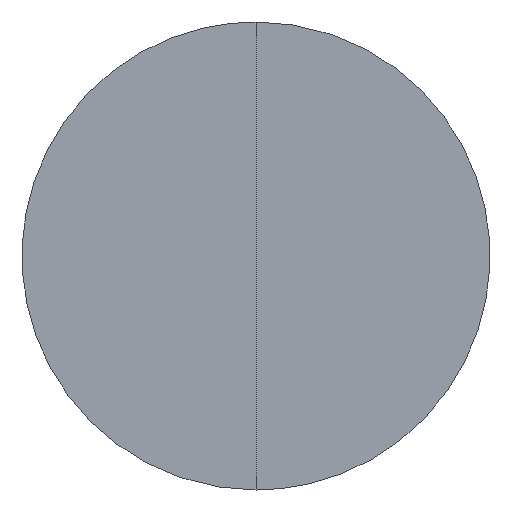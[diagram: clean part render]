
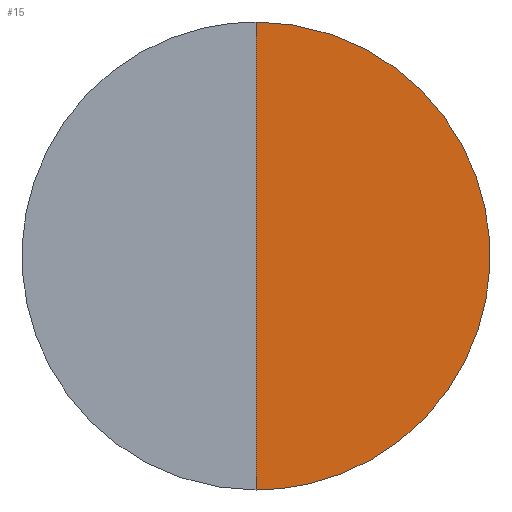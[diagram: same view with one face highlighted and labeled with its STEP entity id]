
A CAD part, front view. The second image highlights one B-rep face of the part: STEP entity #15.
In plain terms, the highlighted free-form (B-spline) face has degree [2, 1] with [5, 2] control points.
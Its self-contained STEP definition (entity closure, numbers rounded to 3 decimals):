
#15=ADVANCED_FACE('',(#47),#329,.T.);
#47=FACE_OUTER_BOUND('',#79,.T.);
#79=EDGE_LOOP('',(#113,#114,#115));
#113=ORIENTED_EDGE('',*,*,#267,.T.);
#114=ORIENTED_EDGE('',*,*,#250,.F.);
#115=ORIENTED_EDGE('',*,*,#234,.F.);
#234=EDGE_CURVE('',#296,#312,#404,.T.);
#250=EDGE_CURVE('',#312,#314,#367,.T.);
#267=EDGE_CURVE('',#296,#314,#414,.T.);
#296=VERTEX_POINT('',#1467);
#312=VERTEX_POINT('',#1483);
#314=VERTEX_POINT('',#1485);
#329=(
BOUNDED_SURFACE()
B_SPLINE_SURFACE(2,1,((#807,#808),(#809,#810),(#811,#812),(#813,#814),(#815,
#816)),.UNSPECIFIED.,.F.,.F.,.F.)
B_SPLINE_SURFACE_WITH_KNOTS((3,2,3),(2,2),(0.,1.571,3.142),
(-10.,0.),.UNSPECIFIED.)
GEOMETRIC_REPRESENTATION_ITEM()
RATIONAL_B_SPLINE_SURFACE(((1.,1.),(0.707,0.707),
(1.,1.),(0.707,0.707),(1.,1.)))
REPRESENTATION_ITEM('')
SURFACE()
);
#367=(
BOUNDED_CURVE()
B_SPLINE_CURVE(2,(#580,#581,#582,#583,#584),.UNSPECIFIED.,.F.,.F.)
B_SPLINE_CURVE_WITH_KNOTS((3,2,3),(0.,1.571,3.142),
.UNSPECIFIED.)
CURVE()
GEOMETRIC_REPRESENTATION_ITEM()
RATIONAL_B_SPLINE_CURVE((1.,0.707,1.,0.707,1.))
REPRESENTATION_ITEM('')
);
#404=B_SPLINE_CURVE_WITH_KNOTS('',1,(#513,#514),.UNSPECIFIED.,.F.,.F.,(2,
2),(-10.,0.),.UNSPECIFIED.);
#414=B_SPLINE_CURVE_WITH_KNOTS('',1,(#662,#663),.UNSPECIFIED.,.F.,.F.,(2,
2),(-10.,0.),.UNSPECIFIED.);
#513=CARTESIAN_POINT('',(0.,-25.,0.));
#514=CARTESIAN_POINT('',(0.,-25.,10.));
#580=CARTESIAN_POINT('',(0.,-25.,10.));
#581=CARTESIAN_POINT('',(10.,-25.,10.));
#582=CARTESIAN_POINT('',(10.,-25.,0.));
#583=CARTESIAN_POINT('',(10.,-25.,-10.));
#584=CARTESIAN_POINT('',(0.,-25.,-10.));
#662=CARTESIAN_POINT('',(0.,-25.,0.));
#663=CARTESIAN_POINT('',(0.,-25.,-10.));
#807=CARTESIAN_POINT('',(0.,-25.,0.));
#808=CARTESIAN_POINT('',(0.,-25.,10.));
#809=CARTESIAN_POINT('',(0.,-25.,0.));
#810=CARTESIAN_POINT('',(10.,-25.,10.));
#811=CARTESIAN_POINT('',(0.,-25.,0.));
#812=CARTESIAN_POINT('',(10.,-25.,0.));
#813=CARTESIAN_POINT('',(0.,-25.,0.));
#814=CARTESIAN_POINT('',(10.,-25.,-10.));
#815=CARTESIAN_POINT('',(0.,-25.,0.));
#816=CARTESIAN_POINT('',(0.,-25.,-10.));
#1467=CARTESIAN_POINT('',(0.,-25.,0.));
#1483=CARTESIAN_POINT('',(0.,-25.,10.));
#1485=CARTESIAN_POINT('',(0.,-25.,-10.));
